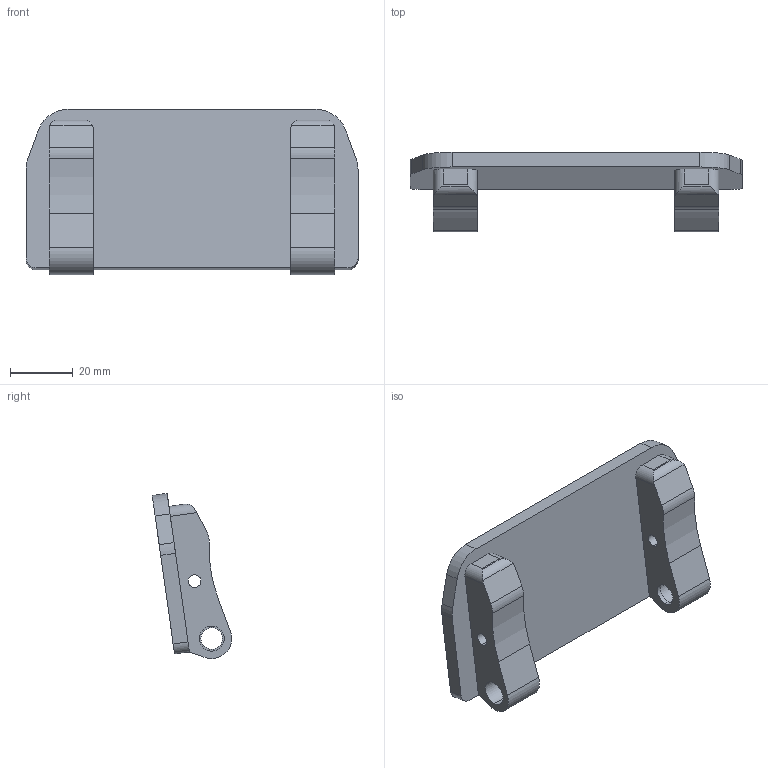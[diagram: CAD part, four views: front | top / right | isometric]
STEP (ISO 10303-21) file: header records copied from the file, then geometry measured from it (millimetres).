
FILE_DESCRIPTION (( 'STEP AP214' ), '1' );
FILE_NAME ('Single Piece Hinged Armor - 4340 48 HRC - QTY 2.STEP', '2025-11-12T06:31:58', ( '' ), ( '' ), 'SwSTEP 2.0', 'SolidWorks 2024', '' );
FILE_SCHEMA (( 'AUTOMOTIVE_DESIGN' ));
Length unit declared in the file: inch
Products named in the file (1): Single Piece Hinged Armor - 4340 48 HRC - QTY 2
Bounding box: 105.41 x 25.24 x 52.45 mm (x, y, z)
Volume: 38300.1 mm3; surface area: 15477.5 mm2
Topology: 1 solids, 1 shells, 57 faces, 159 edges, 106 vertices
Faces by surface type: cylinder 35, plane 22
Entity records: 1894 total; most frequent: CARTESIAN_POINT 359, DIRECTION 321, ORIENTED_EDGE 318, EDGE_CURVE 159, AXIS2_PLACEMENT_3D 116, VERTEX_POINT 106, VECTOR 89, LINE 89
